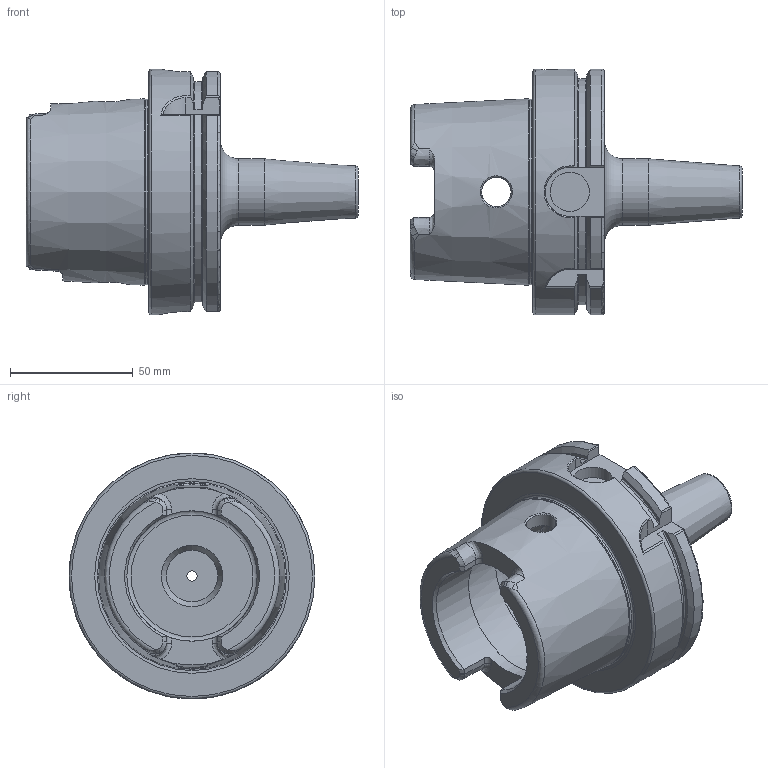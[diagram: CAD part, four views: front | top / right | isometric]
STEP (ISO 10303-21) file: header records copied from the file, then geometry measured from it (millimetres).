
FILE_DESCRIPTION(/* description */ (''),/* implementation_level */ '2;1');
FILE_NAME(/* name */ 'HSK100A-SDM06-085.stp',/* time_stamp */ '2019-06-21T13:51:51-05:00',/* author */ ('ldfli'),/* organization */ ('Pioneer N.A.'),/* preprocessor_version */ 'ST-DEVELOPER v18',/* originating_system */ 'Autodesk Inventor LT',/* authorisation */ '');
FILE_SCHEMA (('AUTOMOTIVE_DESIGN { 1 0 10303 214 3 1 1 }'));
Length unit declared in the file: millimetre
Products named in the file (1): HSK100A-SDM06-085
Bounding box: 135 x 100 x 100 mm (x, y, z)
Volume: 279697.6 mm3; surface area: 54884.8 mm2
Topology: 1 solids, 1 shells, 167 faces, 465 edges, 307 vertices
Faces by surface type: plane 57, bspline 46, cylinder 28, torus 20, cone 16
Full cylindrical faces by diameter (mm): 4.134 x1, 6 x1, 6.8 x1, 10 x1, 12 x2, 16 x1, 21 x1, 26 x1, 27 x1, 53 x2, 63 x1, 75.519 x1, 100 x1
Entity records: 8395 total; most frequent: CARTESIAN_POINT 4363, ORIENTED_EDGE 934, DIRECTION 706, EDGE_CURVE 467, VERTEX_POINT 309, AXIS2_PLACEMENT_3D 272, EDGE_LOOP 180, FACE_OUTER_BOUND 167
